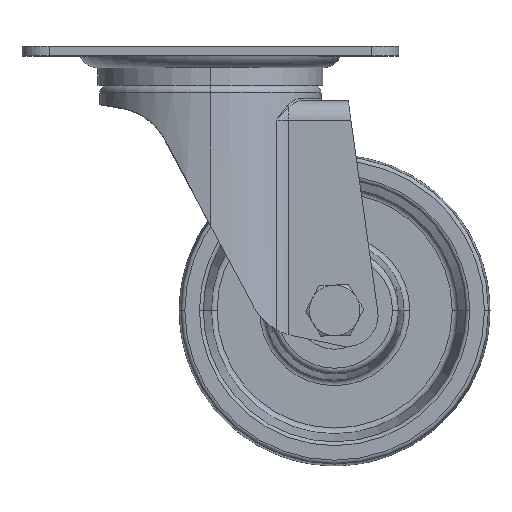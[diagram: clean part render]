
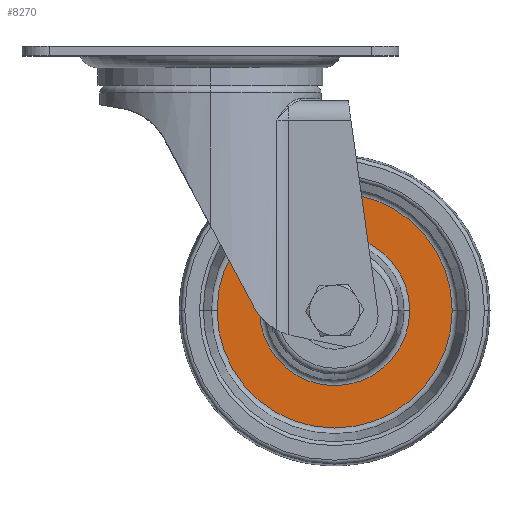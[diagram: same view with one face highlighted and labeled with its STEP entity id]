
A CAD part, top view. The second image highlights one B-rep face of the part: STEP entity #8270.
In plain terms, the highlighted planar face has unit normal (0, 0, 1).
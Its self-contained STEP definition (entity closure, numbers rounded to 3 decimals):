
#218 = EDGE_LOOP ( 'NONE', ( #1063, #6891 ) ) ;
#480 = CIRCLE ( 'NONE', #1413, 19.349 ) ;
#748 = FACE_BOUND ( 'NONE', #218, .T. ) ;
#834 = DIRECTION ( 'NONE',  ( 1., 0., 0. ) ) ;
#874 = CARTESIAN_POINT ( 'NONE',  ( 12.651, -68., 2.5 ) ) ;
#1052 = VERTEX_POINT ( 'NONE', #874 ) ;
#1063 = ORIENTED_EDGE ( 'NONE', *, *, #2342, .T. ) ;
#1413 = AXIS2_PLACEMENT_3D ( 'NONE', #8732, #1514, #834 ) ;
#1514 = DIRECTION ( 'NONE',  ( 0., 0., -1. ) ) ;
#1521 = EDGE_CURVE ( 'NONE', #1052, #4746, #8867, .T. ) ;
#1604 = CARTESIAN_POINT ( 'NONE',  ( 1.73, -68., 2.5 ) ) ;
#2083 = EDGE_LOOP ( 'NONE', ( #4687, #5662 ) ) ;
#2342 = EDGE_CURVE ( 'NONE', #4746, #1052, #480, .T. ) ;
#2344 = FACE_OUTER_BOUND ( 'NONE', #2083, .T. ) ;
#2347 = DIRECTION ( 'NONE',  ( 0., 0., 1. ) ) ;
#2445 = CARTESIAN_POINT ( 'NONE',  ( 32., -68., 2.5 ) ) ;
#2576 = CARTESIAN_POINT ( 'NONE',  ( 32., -36.5, 2.5 ) ) ;
#2666 = CARTESIAN_POINT ( 'NONE',  ( 62.27, -68., 2.5 ) ) ;
#2922 = CARTESIAN_POINT ( 'NONE',  ( 51.349, -68., 2.5 ) ) ;
#3291 = DIRECTION ( 'NONE',  ( 0., 0., -1. ) ) ;
#4005 = EDGE_CURVE ( 'NONE', #7874, #8703, #5436, .T. ) ;
#4687 = ORIENTED_EDGE ( 'NONE', *, *, #4005, .T. ) ;
#4720 = CIRCLE ( 'NONE', #10341, 30.27 ) ;
#4746 = VERTEX_POINT ( 'NONE', #2922 ) ;
#4965 = DIRECTION ( 'NONE',  ( 0., 0., 1. ) ) ;
#4972 = DIRECTION ( 'NONE',  ( 1., 0., 0. ) ) ;
#5002 = CARTESIAN_POINT ( 'NONE',  ( 32., -68., 2.5 ) ) ;
#5278 = EDGE_CURVE ( 'NONE', #8703, #7874, #4720, .T. ) ;
#5436 = CIRCLE ( 'NONE', #8390, 30.27 ) ;
#5662 = ORIENTED_EDGE ( 'NONE', *, *, #5278, .T. ) ;
#5990 = AXIS2_PLACEMENT_3D ( 'NONE', #2576, #9740, #4972 ) ;
#6523 = AXIS2_PLACEMENT_3D ( 'NONE', #2445, #3291, #8104 ) ;
#6891 = ORIENTED_EDGE ( 'NONE', *, *, #1521, .T. ) ;
#7165 = DIRECTION ( 'NONE',  ( 1., 0., 0. ) ) ;
#7874 = VERTEX_POINT ( 'NONE', #2666 ) ;
#8104 = DIRECTION ( 'NONE',  ( 1., 0., 0. ) ) ;
#8154 = DIRECTION ( 'NONE',  ( 1., 0., 0. ) ) ;
#8270 = ADVANCED_FACE ( 'NONE', ( #748, #2344 ), #9865, .T. ) ;
#8390 = AXIS2_PLACEMENT_3D ( 'NONE', #5002, #4965, #8154 ) ;
#8703 = VERTEX_POINT ( 'NONE', #1604 ) ;
#8732 = CARTESIAN_POINT ( 'NONE',  ( 32., -68., 2.5 ) ) ;
#8772 = CARTESIAN_POINT ( 'NONE',  ( 32., -68., 2.5 ) ) ;
#8867 = CIRCLE ( 'NONE', #6523, 19.349 ) ;
#9740 = DIRECTION ( 'NONE',  ( 0., 0., 1. ) ) ;
#9865 = PLANE ( 'NONE',  #5990 ) ;
#10341 = AXIS2_PLACEMENT_3D ( 'NONE', #8772, #2347, #7165 ) ;
